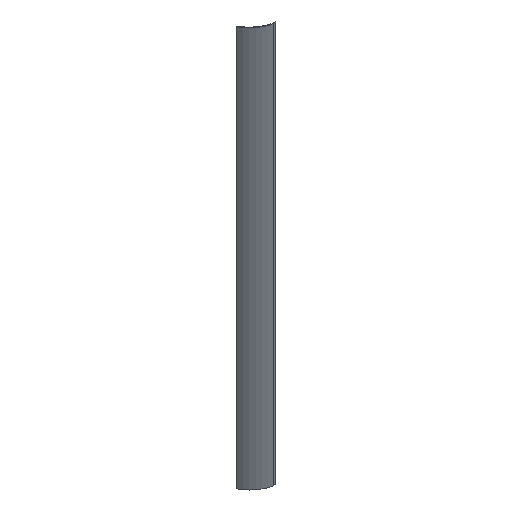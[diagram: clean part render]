
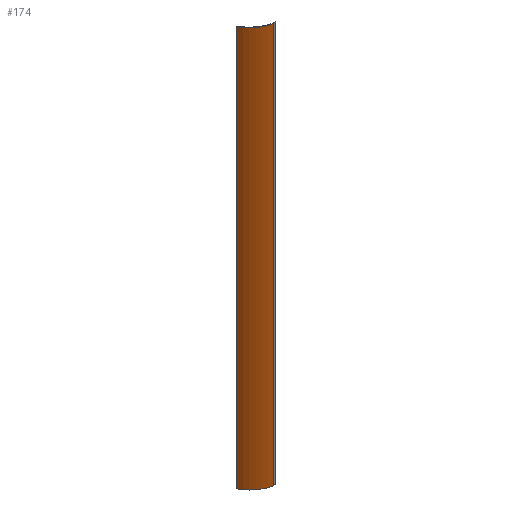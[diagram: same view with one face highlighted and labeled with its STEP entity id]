
A CAD part, isometric view. The second image highlights one B-rep face of the part: STEP entity #174.
In plain terms, the highlighted cylindrical face has radius 51 mm (diameter 102 mm), a partial arc.
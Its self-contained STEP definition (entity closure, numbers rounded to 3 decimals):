
#119=CARTESIAN_POINT('Vertex',(419.319,-23.356,656.)) ;
#122=CARTESIAN_POINT('Line Origine',(419.319,-23.356,328.)) ;
#126=CARTESIAN_POINT('Vertex',(419.319,-23.356,0.)) ;
#144=CARTESIAN_POINT('Axis2P3D Location',(429.291,26.659,328.)) ;
#149=CARTESIAN_POINT('Axis2P3D Location',(429.291,26.659,656.)) ;
#153=CARTESIAN_POINT('Vertex',(384.133,2.958,656.)) ;
#156=CARTESIAN_POINT('Line Origine',(384.133,2.958,328.)) ;
#160=CARTESIAN_POINT('Vertex',(384.133,2.958,0.)) ;
#163=CARTESIAN_POINT('Axis2P3D Location',(429.291,26.659,0.)) ;
#124=VECTOR('Line Direction',#123,1.) ;
#158=VECTOR('Line Direction',#157,1.) ;
#123=DIRECTION('Vector Direction',(0.,0.,1.)) ;
#145=DIRECTION('Axis2P3D Direction',(0.,0.,-1.)) ;
#146=DIRECTION('Axis2P3D XDirection',(-0.196,-0.981,0.)) ;
#150=DIRECTION('Axis2P3D Direction',(0.,0.,-1.)) ;
#157=DIRECTION('Vector Direction',(0.,0.,-1.)) ;
#164=DIRECTION('Axis2P3D Direction',(0.,0.,-1.)) ;
#147=AXIS2_PLACEMENT_3D('Cylinder Axis2P3D',#144,#145,#146) ;
#151=AXIS2_PLACEMENT_3D('Circle Axis2P3D',#149,#150,$) ;
#165=AXIS2_PLACEMENT_3D('Circle Axis2P3D',#163,#164,$) ;
#125=LINE('Line',#122,#124) ;
#159=LINE('Line',#156,#158) ;
#152=CIRCLE('generated circle',#151,51.) ;
#166=CIRCLE('generated circle',#165,51.) ;
#148=CYLINDRICAL_SURFACE('generated cylinder',#147,51.) ;
#128=EDGE_CURVE('',#127,#120,#125,.T.) ;
#155=EDGE_CURVE('',#120,#154,#152,.T.) ;
#162=EDGE_CURVE('',#161,#154,#159,.F.) ;
#167=EDGE_CURVE('',#127,#161,#166,.T.) ;
#169=ORIENTED_EDGE('',*,*,#155,.T.) ;
#170=ORIENTED_EDGE('',*,*,#162,.F.) ;
#171=ORIENTED_EDGE('',*,*,#167,.F.) ;
#172=ORIENTED_EDGE('',*,*,#128,.T.) ;
#168=EDGE_LOOP('',(#169,#170,#171,#172)) ;
#120=VERTEX_POINT('',#119) ;
#127=VERTEX_POINT('',#126) ;
#154=VERTEX_POINT('',#153) ;
#161=VERTEX_POINT('',#160) ;
#174=ADVANCED_FACE('PartBody',(#173),#148,.T.) ;
#173=FACE_OUTER_BOUND('',#168,.T.) ;
